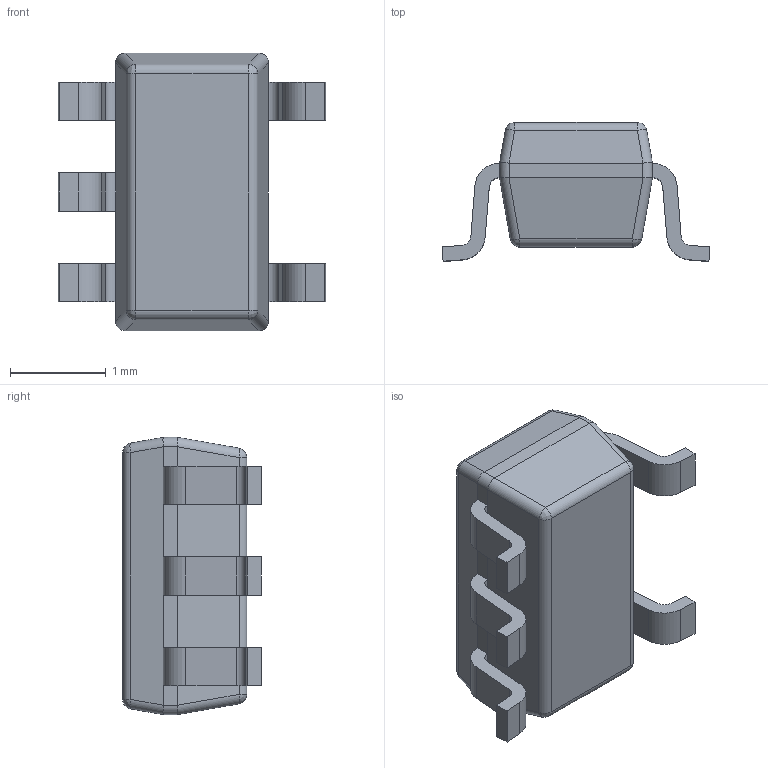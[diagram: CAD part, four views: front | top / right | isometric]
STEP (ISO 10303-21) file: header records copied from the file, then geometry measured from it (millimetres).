
FILE_DESCRIPTION (( 'STEP AP214' ), '1' );
FILE_NAME ('DBV5.STEP', '2024-05-14T07:18:25', ( '' ), ( '' ), 'SwSTEP 2.0', 'SolidWorks 2021', '' );
FILE_SCHEMA (( 'AUTOMOTIVE_DESIGN' ));
Length unit declared in the file: millimetre
Products named in the file (1): DBV5
Bounding box: 2.8 x 1.45 x 2.9 mm (x, y, z)
Volume: 5.8 mm3; surface area: 26.1 mm2
Topology: 7 solids, 7 shells, 109 faces, 258 edges, 164 vertices
Faces by surface type: plane 57, cylinder 44, bspline 8
Entity records: 3304 total; most frequent: CARTESIAN_POINT 724, ORIENTED_EDGE 516, DIRECTION 510, EDGE_CURVE 258, AXIS2_PLACEMENT_3D 174, VERTEX_POINT 164, LINE 162, VECTOR 162
